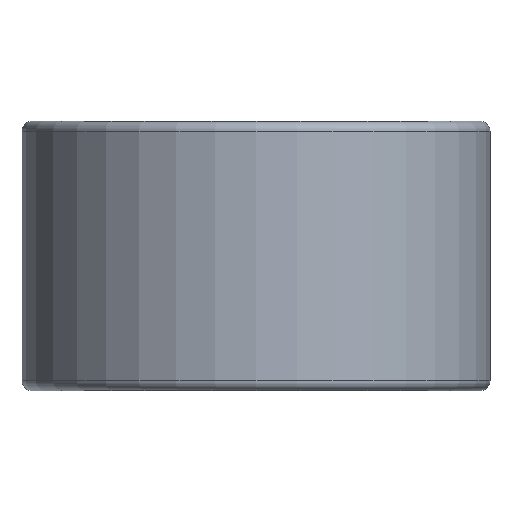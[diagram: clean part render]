
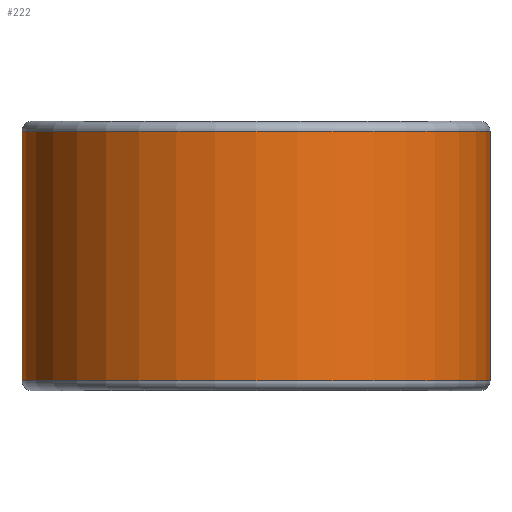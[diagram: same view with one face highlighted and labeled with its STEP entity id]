
A CAD part, front view. The second image highlights one B-rep face of the part: STEP entity #222.
In plain terms, the highlighted cylindrical face has radius 17.856 mm (diameter 35.712 mm), a partial arc.
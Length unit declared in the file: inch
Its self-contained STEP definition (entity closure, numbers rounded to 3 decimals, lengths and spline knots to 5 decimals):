
#108 = EDGE_LOOP ( 'NONE', ( #2594, #2453, #2150, #776 ) ) ;
#222 = ADVANCED_FACE ( 'NONE', ( #376 ), #2142, .T. ) ;
#250 = CARTESIAN_POINT ( 'NONE',  ( 1.328, -1.75, -0.375 ) ) ;
#276 = EDGE_CURVE ( 'NONE', #1322, #288, #886, .T. ) ;
#288 = VERTEX_POINT ( 'NONE', #250 ) ;
#304 = AXIS2_PLACEMENT_3D ( 'NONE', #831, #2288, #1043 ) ;
#362 = CIRCLE ( 'NONE', #304, 0.703 ) ;
#376 = FACE_OUTER_BOUND ( 'NONE', #108, .T. ) ;
#474 = DIRECTION ( 'NONE',  ( 0., 0., 1. ) ) ;
#614 = CARTESIAN_POINT ( 'NONE',  ( 1.328, -1.75, 0.375 ) ) ;
#619 = VERTEX_POINT ( 'NONE', #614 ) ;
#776 = ORIENTED_EDGE ( 'NONE', *, *, #1791, .T. ) ;
#831 = CARTESIAN_POINT ( 'NONE',  ( 0.625, -1.75, 0.375 ) ) ;
#886 = CIRCLE ( 'NONE', #2197, 0.703 ) ;
#929 = EDGE_CURVE ( 'NONE', #2034, #619, #362, .T. ) ;
#1043 = DIRECTION ( 'NONE',  ( 1., 0., 0. ) ) ;
#1322 = VERTEX_POINT ( 'NONE', #2227 ) ;
#1380 = AXIS2_PLACEMENT_3D ( 'NONE', #2172, #1818, #2439 ) ;
#1434 = CARTESIAN_POINT ( 'NONE',  ( -0.078, -1.75, 0.375 ) ) ;
#1446 = DIRECTION ( 'NONE',  ( 0., 0., -1. ) ) ;
#1456 = VECTOR ( 'NONE', #1882, 39.37008 ) ;
#1458 = CARTESIAN_POINT ( 'NONE',  ( -0.078, -1.75, 0.375 ) ) ;
#1694 = CARTESIAN_POINT ( 'NONE',  ( 1.328, -1.75, 0. ) ) ;
#1791 = EDGE_CURVE ( 'NONE', #2034, #1322, #2176, .T. ) ;
#1792 = CARTESIAN_POINT ( 'NONE',  ( 0.625, -1.75, -0.375 ) ) ;
#1818 = DIRECTION ( 'NONE',  ( 0., 0., 1. ) ) ;
#1882 = DIRECTION ( 'NONE',  ( 0., 0., 1. ) ) ;
#1979 = DIRECTION ( 'NONE',  ( 1., 0., 0. ) ) ;
#2034 = VERTEX_POINT ( 'NONE', #1434 ) ;
#2118 = VECTOR ( 'NONE', #1446, 39.37008 ) ;
#2142 = CYLINDRICAL_SURFACE ( 'NONE', #1380, 0.703 ) ;
#2150 = ORIENTED_EDGE ( 'NONE', *, *, #929, .F. ) ;
#2172 = CARTESIAN_POINT ( 'NONE',  ( 0.625, -1.75, 0. ) ) ;
#2176 = LINE ( 'NONE', #1458, #2118 ) ;
#2197 = AXIS2_PLACEMENT_3D ( 'NONE', #1792, #474, #1979 ) ;
#2227 = CARTESIAN_POINT ( 'NONE',  ( -0.078, -1.75, -0.375 ) ) ;
#2288 = DIRECTION ( 'NONE',  ( 0., 0., 1. ) ) ;
#2439 = DIRECTION ( 'NONE',  ( 1., 0., 0. ) ) ;
#2453 = ORIENTED_EDGE ( 'NONE', *, *, #2523, .T. ) ;
#2477 = LINE ( 'NONE', #1694, #1456 ) ;
#2523 = EDGE_CURVE ( 'NONE', #288, #619, #2477, .T. ) ;
#2594 = ORIENTED_EDGE ( 'NONE', *, *, #276, .T. ) ;
